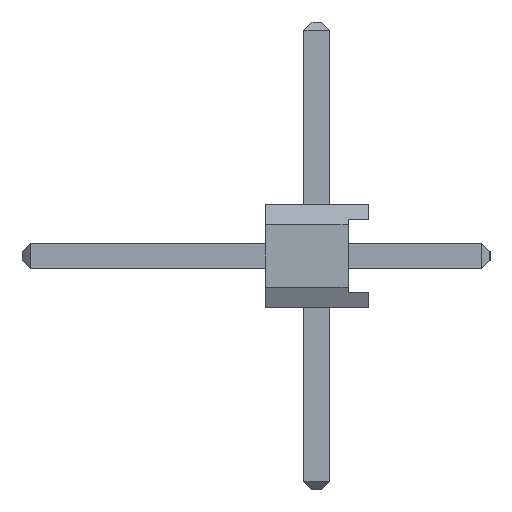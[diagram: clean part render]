
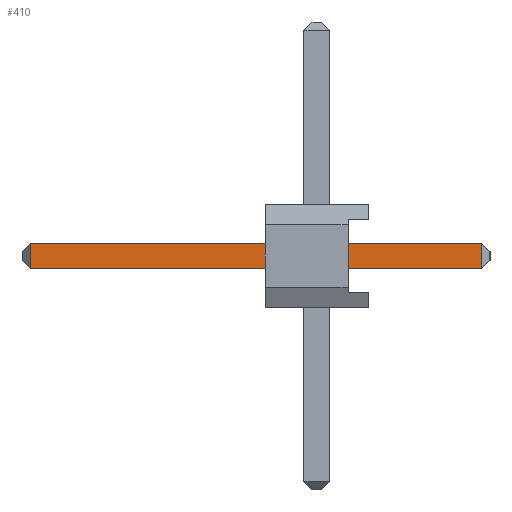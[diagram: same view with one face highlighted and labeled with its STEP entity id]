
A CAD part, left-side view. The second image highlights one B-rep face of the part: STEP entity #410.
In plain terms, the highlighted planar face has unit normal (-1, 0, 0).
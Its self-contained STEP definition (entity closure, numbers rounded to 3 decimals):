
#410 = ADVANCED_FACE( '', ( #960 ), #961, .F. );
#960 = FACE_OUTER_BOUND( '', #1624, .T. );
#961 = PLANE( '', #1625 );
#1624 = EDGE_LOOP( '', ( #3007, #3008, #3009, #3010 ) );
#1625 = AXIS2_PLACEMENT_3D( '', #3011, #3012, #3013 );
#3007 = ORIENTED_EDGE( '', *, *, #4335, .T. );
#3008 = ORIENTED_EDGE( '', *, *, #4326, .T. );
#3009 = ORIENTED_EDGE( '', *, *, #4034, .F. );
#3010 = ORIENTED_EDGE( '', *, *, #4533, .T. );
#3011 = CARTESIAN_POINT( '', ( -0.32, -0.32, 5.77 ) );
#3012 = DIRECTION( '', ( 1., 0., 0. ) );
#3013 = DIRECTION( '', ( 0., 0., -1. ) );
#4034 = EDGE_CURVE( '', #4872, #4873, #4874, .T. );
#4326 = EDGE_CURVE( '', #5407, #4873, #5410, .T. );
#4335 = EDGE_CURVE( '', #5420, #5407, #5421, .T. );
#4533 = EDGE_CURVE( '', #4872, #5420, #5670, .T. );
#4872 = VERTEX_POINT( '', #6094 );
#4873 = VERTEX_POINT( '', #6095 );
#4874 = LINE( '', #6096, #6097 );
#5407 = VERTEX_POINT( '', #6906 );
#5410 = LINE( '', #6911, #6912 );
#5420 = VERTEX_POINT( '', #6927 );
#5421 = LINE( '', #6928, #6929 );
#5670 = LINE( '', #7316, #7317 );
#6094 = CARTESIAN_POINT( '', ( -0.32, -0.32, 5.57 ) );
#6095 = CARTESIAN_POINT( '', ( -0.32, -0.32, -5.57 ) );
#6096 = CARTESIAN_POINT( '', ( -0.32, -0.32, 5.77 ) );
#6097 = VECTOR( '', #7708, 1000. );
#6906 = CARTESIAN_POINT( '', ( -0.32, 0.32, -5.57 ) );
#6911 = CARTESIAN_POINT( '', ( -0.32, -0.32, -5.57 ) );
#6912 = VECTOR( '', #7987, 1000. );
#6927 = CARTESIAN_POINT( '', ( -0.32, 0.32, 5.57 ) );
#6928 = CARTESIAN_POINT( '', ( -0.32, 0.32, 5.77 ) );
#6929 = VECTOR( '', #7993, 1000. );
#7316 = CARTESIAN_POINT( '', ( -0.32, -0.32, 5.57 ) );
#7317 = VECTOR( '', #8132, 1000. );
#7708 = DIRECTION( '', ( 0., 0., -1. ) );
#7987 = DIRECTION( '', ( 0., -1., 0. ) );
#7993 = DIRECTION( '', ( 0., 0., -1. ) );
#8132 = DIRECTION( '', ( 0., 1., 0. ) );
